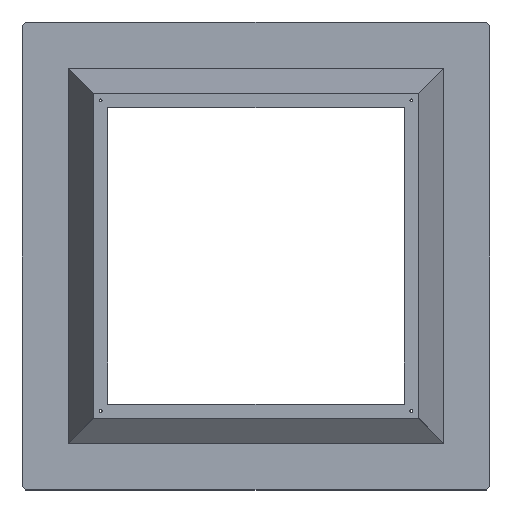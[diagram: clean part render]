
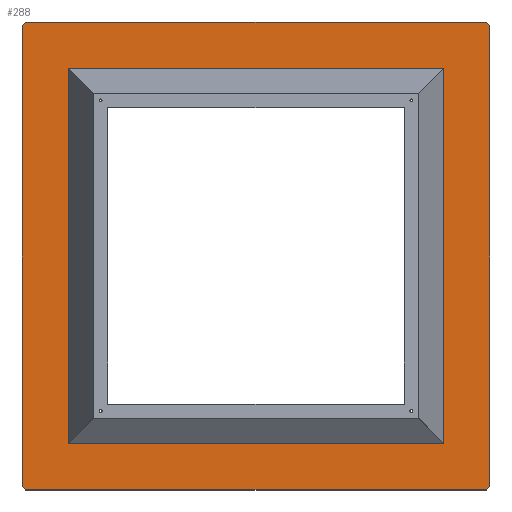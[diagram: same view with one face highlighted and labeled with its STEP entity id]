
A CAD part, top view. The second image highlights one B-rep face of the part: STEP entity #288.
In plain terms, the highlighted planar face has unit normal (0, 0, 1).
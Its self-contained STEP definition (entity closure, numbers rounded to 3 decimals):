
#3 = CARTESIAN_POINT ( 'NONE',  ( -645., 655., 0. ) ) ;
#7 = ORIENTED_EDGE ( 'NONE', *, *, #385, .T. ) ;
#8 = VECTOR ( 'NONE', #324, 1000. ) ;
#12 = EDGE_CURVE ( 'NONE', #605, #909, #476, .T. ) ;
#13 = ORIENTED_EDGE ( 'NONE', *, *, #525, .F. ) ;
#15 = CARTESIAN_POINT ( 'NONE',  ( 0., 0., 0. ) ) ;
#18 = CARTESIAN_POINT ( 'NONE',  ( 645., -655., 0. ) ) ;
#21 = VECTOR ( 'NONE', #507, 1000. ) ;
#24 = EDGE_CURVE ( 'NONE', #92, #1112, #739, .T. ) ;
#41 = VECTOR ( 'NONE', #695, 1000. ) ;
#46 = VERTEX_POINT ( 'NONE', #548 ) ;
#47 = LINE ( 'NONE', #330, #1100 ) ;
#55 = LINE ( 'NONE', #373, #66 ) ;
#66 = VECTOR ( 'NONE', #475, 1000. ) ;
#83 = DIRECTION ( 'NONE',  ( 0., 0., -1. ) ) ;
#85 = CARTESIAN_POINT ( 'NONE',  ( 655., 645., 0. ) ) ;
#92 = VERTEX_POINT ( 'NONE', #122 ) ;
#94 = DIRECTION ( 'NONE',  ( 0., 1., 0. ) ) ;
#107 = DIRECTION ( 'NONE',  ( 1., 0., 0. ) ) ;
#122 = CARTESIAN_POINT ( 'NONE',  ( -525., 525., 0. ) ) ;
#125 = DIRECTION ( 'NONE',  ( 0., -1., 0. ) ) ;
#143 = ORIENTED_EDGE ( 'NONE', *, *, #345, .T. ) ;
#151 = CARTESIAN_POINT ( 'NONE',  ( 655., -645., 0. ) ) ;
#154 = LINE ( 'NONE', #1059, #581 ) ;
#158 = VECTOR ( 'NONE', #477, 1000. ) ;
#165 = PLANE ( 'NONE',  #784 ) ;
#178 = ORIENTED_EDGE ( 'NONE', *, *, #478, .F. ) ;
#220 = VERTEX_POINT ( 'NONE', #669 ) ;
#228 = EDGE_CURVE ( 'NONE', #552, #46, #612, .T. ) ;
#255 = ORIENTED_EDGE ( 'NONE', *, *, #408, .T. ) ;
#258 = ORIENTED_EDGE ( 'NONE', *, *, #315, .T. ) ;
#284 = FACE_OUTER_BOUND ( 'NONE', #877, .T. ) ;
#288 = ADVANCED_FACE ( 'NONE', ( #284, #326 ), #165, .F. ) ;
#306 = VERTEX_POINT ( 'NONE', #85 ) ;
#315 = EDGE_CURVE ( 'NONE', #690, #484, #47, .T. ) ;
#317 = ORIENTED_EDGE ( 'NONE', *, *, #697, .T. ) ;
#324 = DIRECTION ( 'NONE',  ( 0.707, 0.707, 0. ) ) ;
#326 = FACE_BOUND ( 'NONE', #956, .T. ) ;
#330 = CARTESIAN_POINT ( 'NONE',  ( -655., 655., 0. ) ) ;
#333 = EDGE_CURVE ( 'NONE', #46, #690, #880, .T. ) ;
#345 = EDGE_CURVE ( 'NONE', #306, #552, #513, .T. ) ;
#373 = CARTESIAN_POINT ( 'NONE',  ( -655., -645., 0. ) ) ;
#385 = EDGE_CURVE ( 'NONE', #1081, #306, #453, .T. ) ;
#408 = EDGE_CURVE ( 'NONE', #909, #1081, #1012, .T. ) ;
#416 = CARTESIAN_POINT ( 'NONE',  ( 655., 645., 0. ) ) ;
#438 = CARTESIAN_POINT ( 'NONE',  ( 655., -655., 0. ) ) ;
#444 = VECTOR ( 'NONE', #859, 1000. ) ;
#447 = CARTESIAN_POINT ( 'NONE',  ( 645., 655., 0. ) ) ;
#453 = LINE ( 'NONE', #587, #21 ) ;
#475 = DIRECTION ( 'NONE',  ( 0.707, -0.707, 0. ) ) ;
#476 = LINE ( 'NONE', #438, #928 ) ;
#477 = DIRECTION ( 'NONE',  ( -1., 0., 0. ) ) ;
#478 = EDGE_CURVE ( 'NONE', #893, #220, #530, .T. ) ;
#484 = VERTEX_POINT ( 'NONE', #1044 ) ;
#488 = CARTESIAN_POINT ( 'NONE',  ( 655., 655., 0. ) ) ;
#503 = VECTOR ( 'NONE', #125, 1000. ) ;
#507 = DIRECTION ( 'NONE',  ( 0., 1., 0. ) ) ;
#513 = LINE ( 'NONE', #416, #940 ) ;
#525 = EDGE_CURVE ( 'NONE', #220, #92, #154, .T. ) ;
#530 = LINE ( 'NONE', #601, #683 ) ;
#548 = CARTESIAN_POINT ( 'NONE',  ( -645., 655., 0. ) ) ;
#552 = VERTEX_POINT ( 'NONE', #447 ) ;
#581 = VECTOR ( 'NONE', #712, 1000. ) ;
#587 = CARTESIAN_POINT ( 'NONE',  ( 655., 655., 0. ) ) ;
#601 = CARTESIAN_POINT ( 'NONE',  ( 525., 525., 0. ) ) ;
#605 = VERTEX_POINT ( 'NONE', #633 ) ;
#612 = LINE ( 'NONE', #488, #158 ) ;
#633 = CARTESIAN_POINT ( 'NONE',  ( -645., -655., 0. ) ) ;
#669 = CARTESIAN_POINT ( 'NONE',  ( 525., 525., 0. ) ) ;
#671 = ORIENTED_EDGE ( 'NONE', *, *, #228, .T. ) ;
#678 = DIRECTION ( 'NONE',  ( -1., 0., 0. ) ) ;
#681 = DIRECTION ( 'NONE',  ( -0.707, 0.707, 0. ) ) ;
#683 = VECTOR ( 'NONE', #94, 1000. ) ;
#690 = VERTEX_POINT ( 'NONE', #1087 ) ;
#695 = DIRECTION ( 'NONE',  ( 1., 0., 0. ) ) ;
#697 = EDGE_CURVE ( 'NONE', #484, #605, #55, .T. ) ;
#701 = LINE ( 'NONE', #789, #41 ) ;
#712 = DIRECTION ( 'NONE',  ( -1., 0., 0. ) ) ;
#736 = ORIENTED_EDGE ( 'NONE', *, *, #333, .T. ) ;
#739 = LINE ( 'NONE', #989, #503 ) ;
#784 = AXIS2_PLACEMENT_3D ( 'NONE', #15, #83, #678 ) ;
#789 = CARTESIAN_POINT ( 'NONE',  ( -525., -525., 0. ) ) ;
#858 = EDGE_CURVE ( 'NONE', #1112, #893, #701, .T. ) ;
#859 = DIRECTION ( 'NONE',  ( -0.707, -0.707, 0. ) ) ;
#867 = DIRECTION ( 'NONE',  ( 0., -1., 0. ) ) ;
#874 = CARTESIAN_POINT ( 'NONE',  ( 645., -655., 0. ) ) ;
#877 = EDGE_LOOP ( 'NONE', ( #258, #317, #1063, #255, #7, #143, #671, #736 ) ) ;
#880 = LINE ( 'NONE', #3, #444 ) ;
#893 = VERTEX_POINT ( 'NONE', #1051 ) ;
#909 = VERTEX_POINT ( 'NONE', #874 ) ;
#918 = ORIENTED_EDGE ( 'NONE', *, *, #858, .F. ) ;
#928 = VECTOR ( 'NONE', #107, 1000. ) ;
#940 = VECTOR ( 'NONE', #681, 1000. ) ;
#956 = EDGE_LOOP ( 'NONE', ( #178, #918, #1035, #13 ) ) ;
#989 = CARTESIAN_POINT ( 'NONE',  ( -525., 525., 0. ) ) ;
#1012 = LINE ( 'NONE', #18, #8 ) ;
#1019 = CARTESIAN_POINT ( 'NONE',  ( -525., -525., 0. ) ) ;
#1035 = ORIENTED_EDGE ( 'NONE', *, *, #24, .F. ) ;
#1044 = CARTESIAN_POINT ( 'NONE',  ( -655., -645., 0. ) ) ;
#1051 = CARTESIAN_POINT ( 'NONE',  ( 525., -525., 0. ) ) ;
#1059 = CARTESIAN_POINT ( 'NONE',  ( -525., 525., 0. ) ) ;
#1063 = ORIENTED_EDGE ( 'NONE', *, *, #12, .T. ) ;
#1081 = VERTEX_POINT ( 'NONE', #151 ) ;
#1087 = CARTESIAN_POINT ( 'NONE',  ( -655., 645., 0. ) ) ;
#1100 = VECTOR ( 'NONE', #867, 1000. ) ;
#1112 = VERTEX_POINT ( 'NONE', #1019 ) ;
